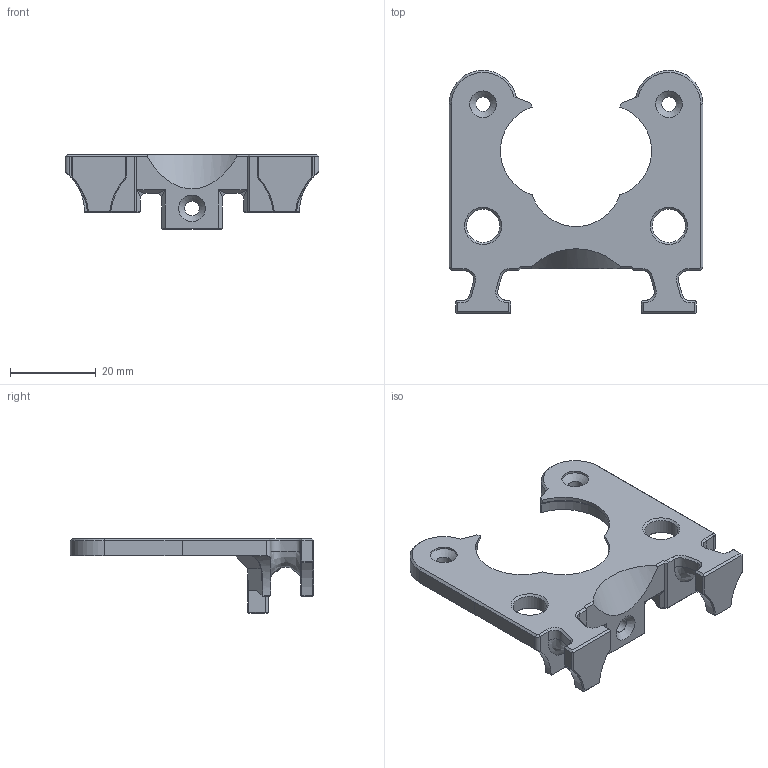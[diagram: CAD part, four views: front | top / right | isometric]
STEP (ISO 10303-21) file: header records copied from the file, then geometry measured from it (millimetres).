
FILE_DESCRIPTION(/* description */ (''),/* implementation_level */ '2;1');
FILE_NAME(/* name */ 'spoon_plate_blank_v7.step',/* time_stamp */ '2025-11-21T20:22:53Z',/* author */ (''),/* organization */ (''),/* preprocessor_version */ 'ST-DEVELOPER v20.1',/* originating_system */ 'Autodesk Translation Framework v14.21.0.0',/* authorisation */ '');
FILE_SCHEMA (('AUTOMOTIVE_DESIGN { 1 0 10303 214 3 1 1 }'));
Length unit declared in the file: millimetre
Products named in the file (3): Teaspoon Telegraph V7; Spoon Plate Art Deco V7; Spoon Plate V5.2
Assembly tree (2 placements, depth 3):
  Teaspoon Telegraph V7
    Spoon Plate Art Deco V7
      Spoon Plate V5.2
Bounding box: 59 x 56.59 x 17.37 mm (x, y, z)
Volume: 9198.8 mm3; surface area: 6688.3 mm2
Topology: 1 solids, 1 shells, 249 faces, 650 edges, 407 vertices
Faces by surface type: plane 154, cylinder 46, cone 29, bspline 20
Full cylindrical faces by diameter (mm): 0.4 x2, 3.4 x3, 6.2 x2, 7.75 x2
Entity records: 9801 total; most frequent: CARTESIAN_POINT 3697, ORIENTED_EDGE 1300, DIRECTION 1191, EDGE_CURVE 650, LINE 449, VECTOR 449, VERTEX_POINT 407, AXIS2_PLACEMENT_3D 371
